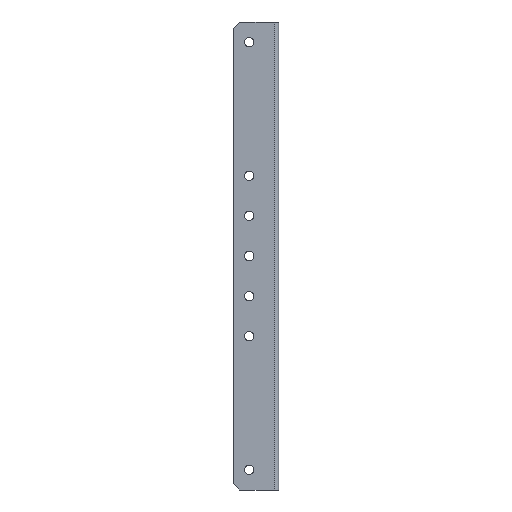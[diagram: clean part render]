
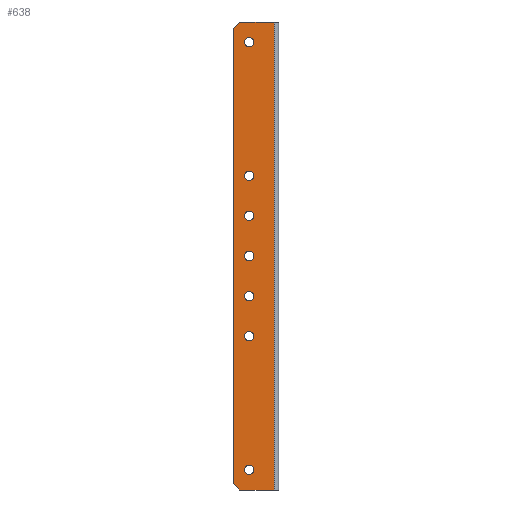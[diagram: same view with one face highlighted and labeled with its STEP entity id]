
A CAD part, left-side view. The second image highlights one B-rep face of the part: STEP entity #638.
In plain terms, the highlighted planar face has unit normal (-1, 0, 0).
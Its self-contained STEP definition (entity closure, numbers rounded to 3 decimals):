
#16 = EDGE_LOOP ( 'NONE', ( #348 ) ) ;
#17 = EDGE_LOOP ( 'NONE', ( #349 ) ) ;
#26 = VERTEX_POINT ( 'NONE', #443 ) ;
#27 = VERTEX_POINT ( 'NONE', #447 ) ;
#28 = VERTEX_POINT ( 'NONE', #425 ) ;
#33 = CARTESIAN_POINT ( 'NONE',  ( -11., 34., -175. ) ) ;
#34 = CARTESIAN_POINT ( 'NONE',  ( -11., 3.5, 175. ) ) ;
#35 = DIRECTION ( 'NONE',  ( 0., 1., 0. ) ) ;
#40 = DIRECTION ( 'NONE',  ( 0., 0., -1. ) ) ;
#48 = DIRECTION ( 'NONE',  ( 1., 0., 0. ) ) ;
#54 = PLANE ( 'NONE',  #163 ) ;
#56 = CARTESIAN_POINT ( 'NONE',  ( -11., 34., 175. ) ) ;
#58 = DIRECTION ( 'NONE',  ( 0., 0., -1. ) ) ;
#96 = LINE ( 'NONE', #457, #104 ) ;
#99 = CIRCLE ( 'NONE', #418, 3.5 ) ;
#103 = LINE ( 'NONE', #33, #106 ) ;
#104 = VECTOR ( 'NONE', #468, 1000. ) ;
#106 = VECTOR ( 'NONE', #35, 1000. ) ;
#109 = LINE ( 'NONE', #34, #111 ) ;
#111 = VECTOR ( 'NONE', #40, 1000. ) ;
#112 = CIRCLE ( 'NONE', #367, 3.5 ) ;
#115 = CIRCLE ( 'NONE', #368, 3.5 ) ;
#116 = CIRCLE ( 'NONE', #369, 3.5 ) ;
#117 = CIRCLE ( 'NONE', #370, 3.5 ) ;
#118 = CIRCLE ( 'NONE', #371, 3.5 ) ;
#121 = FACE_BOUND ( 'NONE', #601, .T. ) ;
#129 = EDGE_LOOP ( 'NONE', ( #344 ) ) ;
#131 = EDGE_LOOP ( 'NONE', ( #618, #633, #632, #634, #341, #342 ) ) ;
#139 = DIRECTION ( 'NONE',  ( 0., 0., 1. ) ) ;
#149 = CARTESIAN_POINT ( 'NONE',  ( -11., 3.5, -175. ) ) ;
#150 = CARTESIAN_POINT ( 'NONE',  ( -11., 29., -175. ) ) ;
#151 = CARTESIAN_POINT ( 'NONE',  ( -11., 29., 175. ) ) ;
#153 = CARTESIAN_POINT ( 'NONE',  ( -11., 34., 175. ) ) ;
#154 = CARTESIAN_POINT ( 'NONE',  ( -11., 22., 60. ) ) ;
#155 = DIRECTION ( 'NONE',  ( -1., 0., 0. ) ) ;
#156 = DIRECTION ( 'NONE',  ( 0., 0., 1. ) ) ;
#157 = DIRECTION ( 'NONE',  ( 0., -1., 0. ) ) ;
#160 = CARTESIAN_POINT ( 'NONE',  ( -11., 34., 170. ) ) ;
#161 = DIRECTION ( 'NONE',  ( 0., -0.707, 0.707 ) ) ;
#162 = CARTESIAN_POINT ( 'NONE',  ( -11., 34., 175. ) ) ;
#163 = AXIS2_PLACEMENT_3D ( 'NONE', #56, #48, #58 ) ;
#220 = FACE_OUTER_BOUND ( 'NONE', #131, .T. ) ;
#221 = FACE_BOUND ( 'NONE', #129, .T. ) ;
#222 = FACE_BOUND ( 'NONE', #600, .T. ) ;
#223 = FACE_BOUND ( 'NONE', #591, .T. ) ;
#228 = VECTOR ( 'NONE', #139, 1000. ) ;
#273 = CARTESIAN_POINT ( 'NONE',  ( -11., 22., 63.5 ) ) ;
#283 = CARTESIAN_POINT ( 'NONE',  ( -11., 22., 163.5 ) ) ;
#284 = CARTESIAN_POINT ( 'NONE',  ( -11., 22., -156.5 ) ) ;
#285 = CARTESIAN_POINT ( 'NONE',  ( -11., 22., -56.5 ) ) ;
#286 = CARTESIAN_POINT ( 'NONE',  ( -11., 22., -26.5 ) ) ;
#287 = CARTESIAN_POINT ( 'NONE',  ( -11., 22., 3.5 ) ) ;
#288 = CARTESIAN_POINT ( 'NONE',  ( -11., 22., 33.5 ) ) ;
#336 = VERTEX_POINT ( 'NONE', #149 ) ;
#338 = VERTEX_POINT ( 'NONE', #150 ) ;
#340 = VERTEX_POINT ( 'NONE', #151 ) ;
#341 = ORIENTED_EDGE ( 'NONE', *, *, #508, .F. ) ;
#342 = ORIENTED_EDGE ( 'NONE', *, *, #407, .F. ) ;
#343 = ORIENTED_EDGE ( 'NONE', *, *, #510, .F. ) ;
#344 = ORIENTED_EDGE ( 'NONE', *, *, #511, .F. ) ;
#345 = ORIENTED_EDGE ( 'NONE', *, *, #512, .F. ) ;
#346 = ORIENTED_EDGE ( 'NONE', *, *, #513, .F. ) ;
#347 = ORIENTED_EDGE ( 'NONE', *, *, #514, .F. ) ;
#348 = ORIENTED_EDGE ( 'NONE', *, *, #406, .F. ) ;
#349 = ORIENTED_EDGE ( 'NONE', *, *, #501, .F. ) ;
#351 = DIRECTION ( 'NONE',  ( 0., 0., 1. ) ) ;
#353 = CARTESIAN_POINT ( 'NONE',  ( -11., 22., 30. ) ) ;
#354 = DIRECTION ( 'NONE',  ( -1., 0., 0. ) ) ;
#355 = DIRECTION ( 'NONE',  ( 0., 0., 1. ) ) ;
#367 = AXIS2_PLACEMENT_3D ( 'NONE', #605, #606, #607 ) ;
#368 = AXIS2_PLACEMENT_3D ( 'NONE', #608, #609, #610 ) ;
#369 = AXIS2_PLACEMENT_3D ( 'NONE', #612, #613, #614 ) ;
#370 = AXIS2_PLACEMENT_3D ( 'NONE', #616, #617, #351 ) ;
#371 = AXIS2_PLACEMENT_3D ( 'NONE', #353, #354, #355 ) ;
#377 = FACE_BOUND ( 'NONE', #16, .T. ) ;
#378 = FACE_BOUND ( 'NONE', #17, .T. ) ;
#393 = VERTEX_POINT ( 'NONE', #273 ) ;
#397 = VERTEX_POINT ( 'NONE', #283 ) ;
#398 = VERTEX_POINT ( 'NONE', #284 ) ;
#399 = VERTEX_POINT ( 'NONE', #285 ) ;
#400 = VERTEX_POINT ( 'NONE', #286 ) ;
#401 = VERTEX_POINT ( 'NONE', #287 ) ;
#402 = VERTEX_POINT ( 'NONE', #288 ) ;
#406 = EDGE_CURVE ( 'NONE', #393, #393, #549, .T. ) ;
#407 = EDGE_CURVE ( 'NONE', #340, #26, #550, .T. ) ;
#409 = EDGE_CURVE ( 'NONE', #28, #340, #542, .T. ) ;
#410 = EDGE_CURVE ( 'NONE', #27, #28, #546, .T. ) ;
#414 = AXIS2_PLACEMENT_3D ( 'NONE', #154, #155, #156 ) ;
#418 = AXIS2_PLACEMENT_3D ( 'NONE', #462, #463, #464 ) ;
#425 = CARTESIAN_POINT ( 'NONE',  ( -11., 34., 170. ) ) ;
#443 = CARTESIAN_POINT ( 'NONE',  ( -11., 3.5, 175. ) ) ;
#447 = CARTESIAN_POINT ( 'NONE',  ( -11., 34., -170. ) ) ;
#457 = CARTESIAN_POINT ( 'NONE',  ( -11., 29., -175. ) ) ;
#462 = CARTESIAN_POINT ( 'NONE',  ( -11., 22., 160. ) ) ;
#463 = DIRECTION ( 'NONE',  ( -1., 0., 0. ) ) ;
#464 = DIRECTION ( 'NONE',  ( 0., 0., 1. ) ) ;
#468 = DIRECTION ( 'NONE',  ( 0., 0.707, 0.707 ) ) ;
#501 = EDGE_CURVE ( 'NONE', #397, #397, #99, .T. ) ;
#504 = EDGE_CURVE ( 'NONE', #338, #27, #96, .T. ) ;
#505 = EDGE_CURVE ( 'NONE', #336, #338, #103, .T. ) ;
#508 = EDGE_CURVE ( 'NONE', #26, #336, #109, .T. ) ;
#510 = EDGE_CURVE ( 'NONE', #398, #398, #112, .T. ) ;
#511 = EDGE_CURVE ( 'NONE', #399, #399, #115, .T. ) ;
#512 = EDGE_CURVE ( 'NONE', #400, #400, #116, .T. ) ;
#513 = EDGE_CURVE ( 'NONE', #401, #401, #117, .T. ) ;
#514 = EDGE_CURVE ( 'NONE', #402, #402, #118, .T. ) ;
#542 = LINE ( 'NONE', #160, #545 ) ;
#543 = FACE_BOUND ( 'NONE', #602, .T. ) ;
#544 = VECTOR ( 'NONE', #157, 1000. ) ;
#545 = VECTOR ( 'NONE', #161, 1000. ) ;
#546 = LINE ( 'NONE', #162, #228 ) ;
#549 = CIRCLE ( 'NONE', #414, 3.5 ) ;
#550 = LINE ( 'NONE', #153, #544 ) ;
#591 = EDGE_LOOP ( 'NONE', ( #343 ) ) ;
#600 = EDGE_LOOP ( 'NONE', ( #345 ) ) ;
#601 = EDGE_LOOP ( 'NONE', ( #346 ) ) ;
#602 = EDGE_LOOP ( 'NONE', ( #347 ) ) ;
#605 = CARTESIAN_POINT ( 'NONE',  ( -11., 22., -160. ) ) ;
#606 = DIRECTION ( 'NONE',  ( -1., 0., 0. ) ) ;
#607 = DIRECTION ( 'NONE',  ( 0., 0., 1. ) ) ;
#608 = CARTESIAN_POINT ( 'NONE',  ( -11., 22., -60. ) ) ;
#609 = DIRECTION ( 'NONE',  ( -1., 0., 0. ) ) ;
#610 = DIRECTION ( 'NONE',  ( 0., 0., 1. ) ) ;
#612 = CARTESIAN_POINT ( 'NONE',  ( -11., 22., -30. ) ) ;
#613 = DIRECTION ( 'NONE',  ( -1., 0., 0. ) ) ;
#614 = DIRECTION ( 'NONE',  ( 0., 0., 1. ) ) ;
#616 = CARTESIAN_POINT ( 'NONE',  ( -11., 22., 0. ) ) ;
#617 = DIRECTION ( 'NONE',  ( -1., 0., 0. ) ) ;
#618 = ORIENTED_EDGE ( 'NONE', *, *, #409, .F. ) ;
#632 = ORIENTED_EDGE ( 'NONE', *, *, #504, .F. ) ;
#633 = ORIENTED_EDGE ( 'NONE', *, *, #410, .F. ) ;
#634 = ORIENTED_EDGE ( 'NONE', *, *, #505, .F. ) ;
#638 = ADVANCED_FACE ( 'NONE', ( #220, #223, #221, #222, #121, #543, #377, #378 ), #54, .F. ) ;
